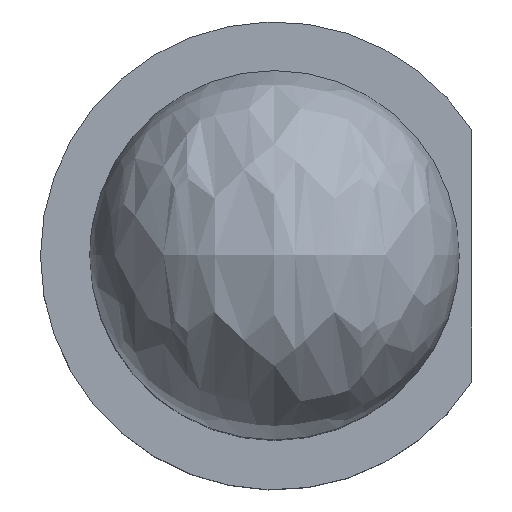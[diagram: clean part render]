
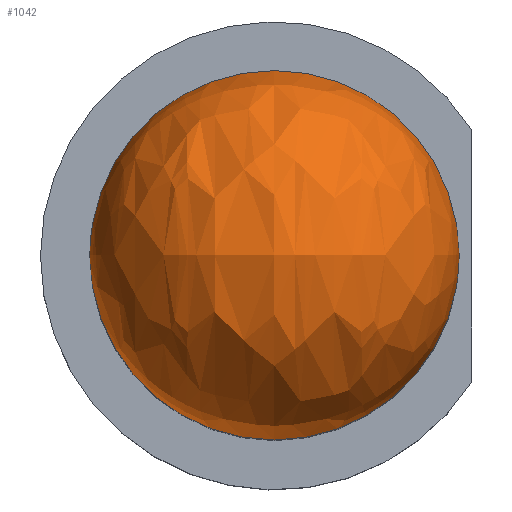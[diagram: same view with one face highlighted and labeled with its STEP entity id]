
A CAD part, top view. The second image highlights one B-rep face of the part: STEP entity #1042.
In plain terms, the highlighted free-form (B-spline) face has degree [3, 3] with [4, 4] control points.
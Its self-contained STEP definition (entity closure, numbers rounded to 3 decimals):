
#13 = EDGE_LOOP ( 'NONE', ( #1444, #527 ) ) ;
#75 = CARTESIAN_POINT ( 'NONE',  ( 0., 0., 3.8 ) ) ;
#105 = CIRCLE ( 'NONE', #489, 1.5 ) ;
#194 = DIRECTION ( 'NONE',  ( 0., 0., -1. ) ) ;
#203 = CARTESIAN_POINT ( 'NONE',  ( 1.5, 0., 3.8 ) ) ;
#261 =( BOUNDED_SURFACE ( )  B_SPLINE_SURFACE ( 3, 3, ( 
 ( #1397, #816, #1201, #203 ),
 ( #1183, #801, #471, #1187 ),
 ( #572, #941, #562, #700 ),
 ( #1303, #1433, #586, #1552 ) ),
 .UNSPECIFIED., .F., .F., .T. ) 
 B_SPLINE_SURFACE_WITH_KNOTS ( ( 4, 4 ),
 ( 4, 4 ),
 ( 0., 1. ),
 ( 0., 1. ),
 .UNSPECIFIED. ) 
 GEOMETRIC_REPRESENTATION_ITEM ( )  RATIONAL_B_SPLINE_SURFACE ( (
 ( 1., 0.333, 0.333, 1.),
 ( 0.333, 0.111, 0.111, 0.333),
 ( 0.333, 0.111, 0.111, 0.333),
 ( 1., 0.333, 0.333, 1.) ) ) 
 REPRESENTATION_ITEM ( '' )  SURFACE ( )  );
#312 = DIRECTION ( 'NONE',  ( 0., 0., -1. ) ) ;
#471 = CARTESIAN_POINT ( 'NONE',  ( 1.5, -3., 9.8 ) ) ;
#489 = AXIS2_PLACEMENT_3D ( 'NONE', #75, #194, #800 ) ;
#492 = VERTEX_POINT ( 'NONE', #988 ) ;
#527 = ORIENTED_EDGE ( 'NONE', *, *, #636, .F. ) ;
#562 = CARTESIAN_POINT ( 'NONE',  ( -1.5, -3., 9.8 ) ) ;
#572 = CARTESIAN_POINT ( 'NONE',  ( -1.5, 3., 3.8 ) ) ;
#586 = CARTESIAN_POINT ( 'NONE',  ( -1.5, 0., 3.8 ) ) ;
#636 = EDGE_CURVE ( 'NONE', #492, #986, #105, .T. ) ;
#700 = CARTESIAN_POINT ( 'NONE',  ( -1.5, -3., 3.8 ) ) ;
#717 = EDGE_CURVE ( 'NONE', #986, #492, #754, .T. ) ;
#754 = CIRCLE ( 'NONE', #955, 1.5 ) ;
#800 = DIRECTION ( 'NONE',  ( 1., 0., 0. ) ) ;
#801 = CARTESIAN_POINT ( 'NONE',  ( 1.5, 3., 9.8 ) ) ;
#816 = CARTESIAN_POINT ( 'NONE',  ( 1.5, 0., 3.8 ) ) ;
#918 = CARTESIAN_POINT ( 'NONE',  ( 0., 0., 3.8 ) ) ;
#941 = CARTESIAN_POINT ( 'NONE',  ( -1.5, 3., 9.8 ) ) ;
#955 = AXIS2_PLACEMENT_3D ( 'NONE', #918, #312, #1054 ) ;
#986 = VERTEX_POINT ( 'NONE', #1556 ) ;
#988 = CARTESIAN_POINT ( 'NONE',  ( 1.5, 0., 3.8 ) ) ;
#1042 = ADVANCED_FACE ( 'NONE', ( #1102 ), #261, .T. ) ;
#1054 = DIRECTION ( 'NONE',  ( 1., 0., 0. ) ) ;
#1102 = FACE_OUTER_BOUND ( 'NONE', #13, .T. ) ;
#1183 = CARTESIAN_POINT ( 'NONE',  ( 1.5, 3., 3.8 ) ) ;
#1187 = CARTESIAN_POINT ( 'NONE',  ( 1.5, -3., 3.8 ) ) ;
#1201 = CARTESIAN_POINT ( 'NONE',  ( 1.5, 0., 3.8 ) ) ;
#1303 = CARTESIAN_POINT ( 'NONE',  ( -1.5, 0., 3.8 ) ) ;
#1397 = CARTESIAN_POINT ( 'NONE',  ( 1.5, 0., 3.8 ) ) ;
#1433 = CARTESIAN_POINT ( 'NONE',  ( -1.5, 0., 3.8 ) ) ;
#1444 = ORIENTED_EDGE ( 'NONE', *, *, #717, .F. ) ;
#1552 = CARTESIAN_POINT ( 'NONE',  ( -1.5, 0., 3.8 ) ) ;
#1556 = CARTESIAN_POINT ( 'NONE',  ( -1.5, 0., 3.8 ) ) ;
